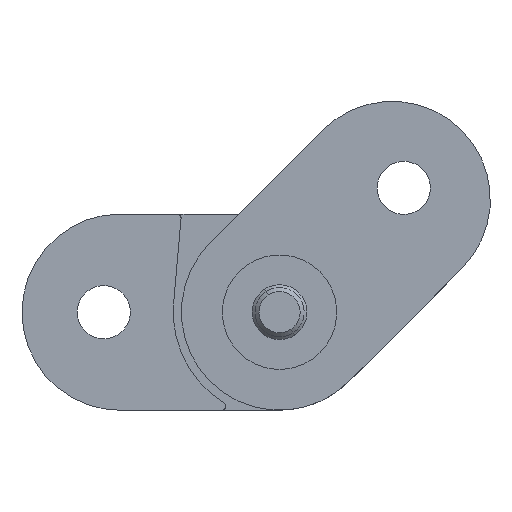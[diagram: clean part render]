
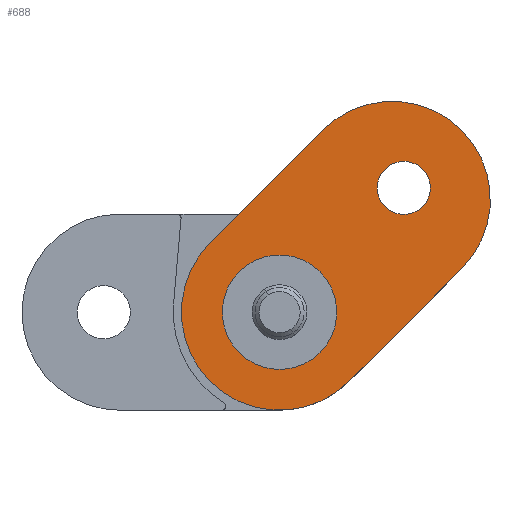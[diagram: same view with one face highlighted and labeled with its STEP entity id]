
A CAD part, front view. The second image highlights one B-rep face of the part: STEP entity #688.
In plain terms, the highlighted planar face has unit normal (0, -1, 0).
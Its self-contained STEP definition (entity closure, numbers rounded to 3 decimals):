
#3 = VERTEX_POINT ( 'NONE', #1703 ) ;
#47 = CARTESIAN_POINT ( 'NONE',  ( -21.5, 0., 0. ) ) ;
#71 = CARTESIAN_POINT ( 'NONE',  ( 0., 0., 0. ) ) ;
#89 = FACE_BOUND ( 'NONE', #297, .T. ) ;
#192 = EDGE_CURVE ( 'NONE', #644, #1213, #647, .T. ) ;
#202 = AXIS2_PLACEMENT_3D ( 'NONE', #71, #473, #1275 ) ;
#220 = EDGE_CURVE ( 'NONE', #1114, #622, #1098, .T. ) ;
#236 = PLANE ( 'NONE',  #202 ) ;
#248 = VERTEX_POINT ( 'NONE', #604 ) ;
#272 = AXIS2_PLACEMENT_3D ( 'NONE', #47, #1628, #1500 ) ;
#297 = EDGE_LOOP ( 'NONE', ( #851, #358 ) ) ;
#305 = EDGE_CURVE ( 'NONE', #622, #1114, #489, .T. ) ;
#330 = CARTESIAN_POINT ( 'NONE',  ( -21.5, 0., 3.25 ) ) ;
#358 = ORIENTED_EDGE ( 'NONE', *, *, #537, .F. ) ;
#375 = DIRECTION ( 'NONE',  ( 0., -1., 0. ) ) ;
#437 = DIRECTION ( 'NONE',  ( 0., 0., 1. ) ) ;
#473 = DIRECTION ( 'NONE',  ( 0., 1., 0. ) ) ;
#489 = CIRCLE ( 'NONE', #766, 3.25 ) ;
#537 = EDGE_CURVE ( 'NONE', #248, #966, #1692, .T. ) ;
#552 = CARTESIAN_POINT ( 'NONE',  ( 0., 0., -7. ) ) ;
#560 = CARTESIAN_POINT ( 'NONE',  ( -21.5, 0., -3.25 ) ) ;
#596 = CARTESIAN_POINT ( 'NONE',  ( 0., 0., 12. ) ) ;
#604 = CARTESIAN_POINT ( 'NONE',  ( 0., 0., 7. ) ) ;
#622 = VERTEX_POINT ( 'NONE', #560 ) ;
#644 = VERTEX_POINT ( 'NONE', #1503 ) ;
#647 = CIRCLE ( 'NONE', #1058, 12. ) ;
#651 = ORIENTED_EDGE ( 'NONE', *, *, #1651, .F. ) ;
#657 = DIRECTION ( 'NONE',  ( 0., 0., -1. ) ) ;
#671 = AXIS2_PLACEMENT_3D ( 'NONE', #1417, #375, #1545 ) ;
#688 = ADVANCED_FACE ( 'NONE', ( #89, #1675, #1137 ), #236, .F. ) ;
#707 = AXIS2_PLACEMENT_3D ( 'NONE', #1593, #1196, #1205 ) ;
#766 = AXIS2_PLACEMENT_3D ( 'NONE', #1610, #1109, #437 ) ;
#786 = EDGE_CURVE ( 'NONE', #966, #248, #1037, .T. ) ;
#851 = ORIENTED_EDGE ( 'NONE', *, *, #786, .F. ) ;
#878 = EDGE_LOOP ( 'NONE', ( #1480, #651, #1038, #948 ) ) ;
#943 = EDGE_CURVE ( 'NONE', #1341, #644, #1443, .T. ) ;
#948 = ORIENTED_EDGE ( 'NONE', *, *, #943, .F. ) ;
#958 = DIRECTION ( 'NONE',  ( 1., 0., 0. ) ) ;
#966 = VERTEX_POINT ( 'NONE', #552 ) ;
#983 = LINE ( 'NONE', #596, #1581 ) ;
#1016 = CIRCLE ( 'NONE', #707, 12. ) ;
#1031 = CARTESIAN_POINT ( 'NONE',  ( -19.5, 0., 12. ) ) ;
#1037 = CIRCLE ( 'NONE', #671, 7. ) ;
#1038 = ORIENTED_EDGE ( 'NONE', *, *, #192, .F. ) ;
#1058 = AXIS2_PLACEMENT_3D ( 'NONE', #1194, #1704, #1203 ) ;
#1067 = CARTESIAN_POINT ( 'NONE',  ( 0., 0., 0. ) ) ;
#1098 = CIRCLE ( 'NONE', #272, 3.25 ) ;
#1109 = DIRECTION ( 'NONE',  ( 0., 1., 0. ) ) ;
#1114 = VERTEX_POINT ( 'NONE', #330 ) ;
#1137 = FACE_BOUND ( 'NONE', #1536, .T. ) ;
#1194 = CARTESIAN_POINT ( 'NONE',  ( -19.5, 0., 0. ) ) ;
#1196 = DIRECTION ( 'NONE',  ( 0., 1., 0. ) ) ;
#1203 = DIRECTION ( 'NONE',  ( 0., 0., 1. ) ) ;
#1205 = DIRECTION ( 'NONE',  ( 0., 0., 1. ) ) ;
#1207 = AXIS2_PLACEMENT_3D ( 'NONE', #1067, #1327, #657 ) ;
#1213 = VERTEX_POINT ( 'NONE', #1031 ) ;
#1275 = DIRECTION ( 'NONE',  ( 0., 0., 1. ) ) ;
#1327 = DIRECTION ( 'NONE',  ( 0., -1., 0. ) ) ;
#1341 = VERTEX_POINT ( 'NONE', #1531 ) ;
#1356 = DIRECTION ( 'NONE',  ( -1., 0., 0. ) ) ;
#1417 = CARTESIAN_POINT ( 'NONE',  ( 0., 0., 0. ) ) ;
#1437 = ORIENTED_EDGE ( 'NONE', *, *, #220, .T. ) ;
#1443 = LINE ( 'NONE', #1470, #1656 ) ;
#1470 = CARTESIAN_POINT ( 'NONE',  ( 0., 0., -12. ) ) ;
#1480 = ORIENTED_EDGE ( 'NONE', *, *, #1549, .F. ) ;
#1500 = DIRECTION ( 'NONE',  ( 0., 0., 1. ) ) ;
#1503 = CARTESIAN_POINT ( 'NONE',  ( -19.5, 0., -12. ) ) ;
#1531 = CARTESIAN_POINT ( 'NONE',  ( 0., 0., -12. ) ) ;
#1536 = EDGE_LOOP ( 'NONE', ( #1658, #1437 ) ) ;
#1545 = DIRECTION ( 'NONE',  ( 0., 0., -1. ) ) ;
#1549 = EDGE_CURVE ( 'NONE', #3, #1341, #1016, .T. ) ;
#1581 = VECTOR ( 'NONE', #958, 1000. ) ;
#1593 = CARTESIAN_POINT ( 'NONE',  ( 0., 0., 0. ) ) ;
#1610 = CARTESIAN_POINT ( 'NONE',  ( -21.5, 0., 0. ) ) ;
#1628 = DIRECTION ( 'NONE',  ( 0., 1., 0. ) ) ;
#1651 = EDGE_CURVE ( 'NONE', #1213, #3, #983, .T. ) ;
#1656 = VECTOR ( 'NONE', #1356, 1000. ) ;
#1658 = ORIENTED_EDGE ( 'NONE', *, *, #305, .T. ) ;
#1675 = FACE_OUTER_BOUND ( 'NONE', #878, .T. ) ;
#1692 = CIRCLE ( 'NONE', #1207, 7. ) ;
#1703 = CARTESIAN_POINT ( 'NONE',  ( 0., 0., 12. ) ) ;
#1704 = DIRECTION ( 'NONE',  ( 0., 1., 0. ) ) ;
